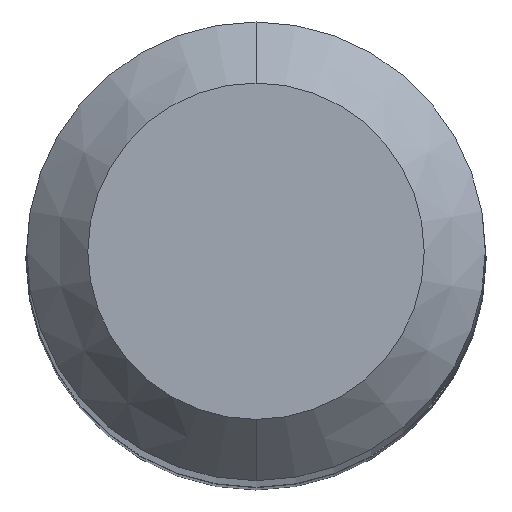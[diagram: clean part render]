
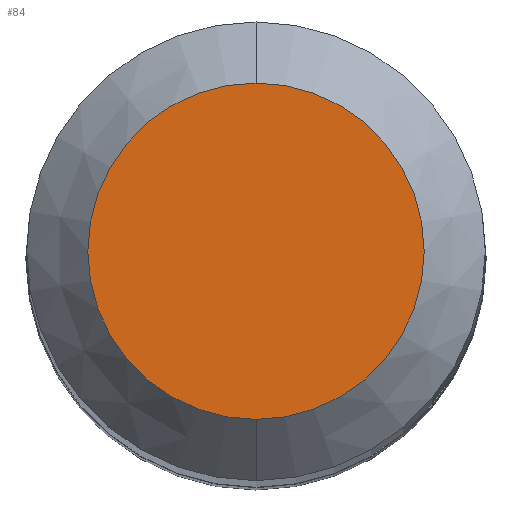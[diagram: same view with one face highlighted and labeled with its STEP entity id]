
A CAD part, top view. The second image highlights one B-rep face of the part: STEP entity #84.
In plain terms, the highlighted planar face has unit normal (0, 0, 1).
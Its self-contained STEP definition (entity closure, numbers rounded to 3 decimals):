
#4 = AXIS2_PLACEMENT_3D ( 'NONE', #378, #376, #374 ) ;
#39 = AXIS2_PLACEMENT_3D ( 'NONE', #352, #246, #386 ) ;
#61 = ORIENTED_EDGE ( 'NONE', *, *, #156, .F. ) ;
#64 = EDGE_LOOP ( 'NONE', ( #223, #61 ) ) ;
#68 = VERTEX_POINT ( 'NONE', #98 ) ;
#84 = ADVANCED_FACE ( 'NONE', ( #364 ), #372, .F. ) ;
#98 = CARTESIAN_POINT ( 'NONE',  ( 0., 2.2, 47.5 ) ) ;
#156 = EDGE_CURVE ( 'NONE', #328, #68, #214, .T. ) ;
#214 = CIRCLE ( 'NONE', #39, 2.2 ) ;
#219 = CARTESIAN_POINT ( 'NONE',  ( 0., 0., 47.5 ) ) ;
#223 = ORIENTED_EDGE ( 'NONE', *, *, #235, .F. ) ;
#227 = AXIS2_PLACEMENT_3D ( 'NONE', #219, #325, #396 ) ;
#235 = EDGE_CURVE ( 'NONE', #68, #328, #369, .T. ) ;
#246 = DIRECTION ( 'NONE',  ( 0., 0., -1. ) ) ;
#325 = DIRECTION ( 'NONE',  ( 0., 0., -1. ) ) ;
#328 = VERTEX_POINT ( 'NONE', #385 ) ;
#352 = CARTESIAN_POINT ( 'NONE',  ( 0., 0., 47.5 ) ) ;
#364 = FACE_OUTER_BOUND ( 'NONE', #64, .T. ) ;
#369 = CIRCLE ( 'NONE', #227, 2.2 ) ;
#372 = PLANE ( 'NONE',  #4 ) ;
#374 = DIRECTION ( 'NONE',  ( 0., 1., 0. ) ) ;
#376 = DIRECTION ( 'NONE',  ( 0., 0., -1. ) ) ;
#378 = CARTESIAN_POINT ( 'NONE',  ( 0., 0., 47.5 ) ) ;
#385 = CARTESIAN_POINT ( 'NONE',  ( 0., -2.2, 47.5 ) ) ;
#386 = DIRECTION ( 'NONE',  ( 0., 1., 0. ) ) ;
#396 = DIRECTION ( 'NONE',  ( 0., 1., 0. ) ) ;
